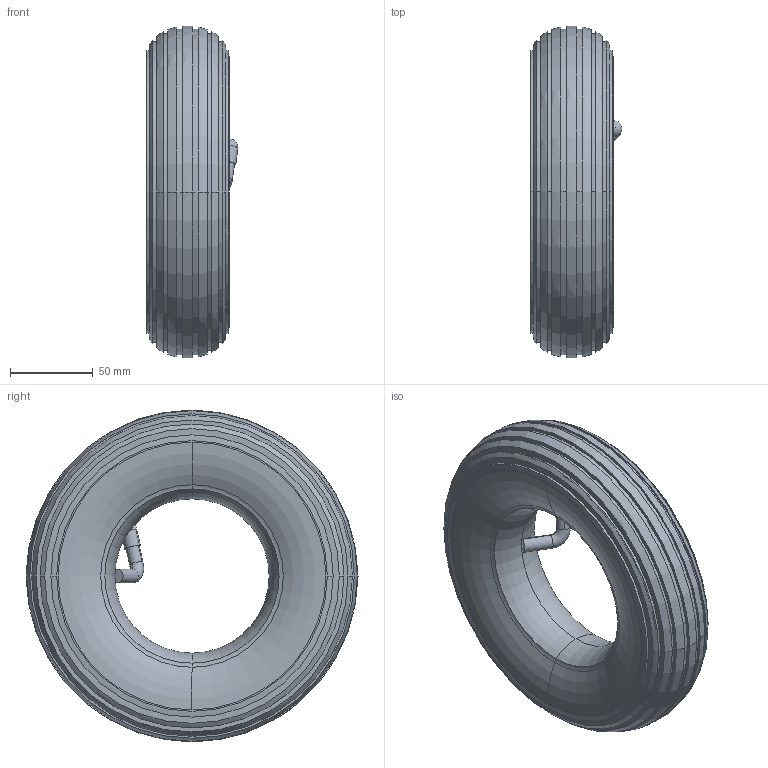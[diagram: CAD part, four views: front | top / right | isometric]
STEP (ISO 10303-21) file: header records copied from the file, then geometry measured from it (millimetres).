
FILE_DESCRIPTION (( 'STEP AP214' ), '1' );
FILE_NAME ('0023815.step', '2023-11-23T12:12:47', ( '' ), ( '' ), 'SwSTEP 2.0', 'SolidWorks 2020', '' );
FILE_SCHEMA (( 'AUTOMOTIVE_DESIGN' ));
Length unit declared in the file: millimetre
Products named in the file (1): 0023815
Bounding box: 55.39 x 200 x 199.97 mm (x, y, z)
Volume: 164659.9 mm3; surface area: 161306.3 mm2
Topology: 3 solids, 3 shells, 93 faces, 197 edges, 124 vertices
Faces by surface type: torus 26, bspline 24, cylinder 22, plane 20, sphere 1
Entity records: 3983 total; most frequent: CARTESIAN_POINT 932, DIRECTION 458, ORIENTED_EDGE 388, AXIS2_PLACEMENT_3D 218, EDGE_CURVE 194, CIRCLE 148, VERTEX_POINT 122, EDGE_LOOP 112
